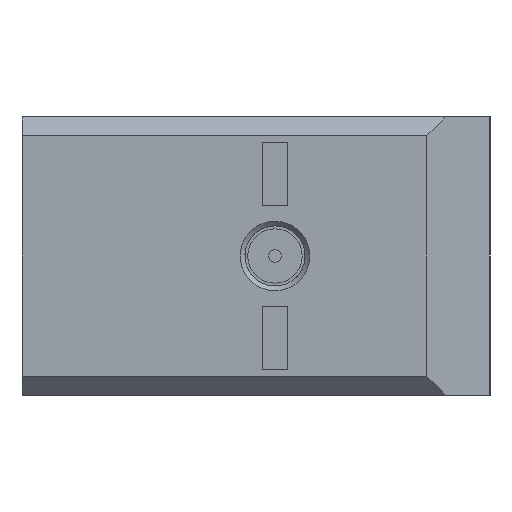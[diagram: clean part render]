
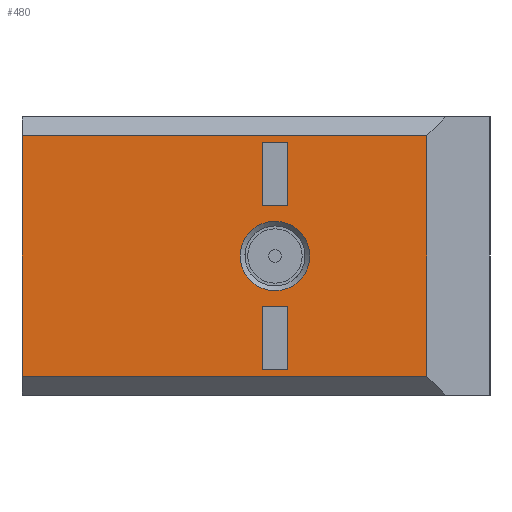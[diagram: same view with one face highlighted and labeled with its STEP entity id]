
A CAD part, left-side view. The second image highlights one B-rep face of the part: STEP entity #480.
In plain terms, the highlighted planar face has unit normal (-1, 0, 0).
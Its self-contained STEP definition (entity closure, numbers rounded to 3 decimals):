
#480=ADVANCED_FACE('',(#4940,#4942,#4944,#4946),#4948,.F.);
#4940=FACE_BOUND('',#4941,.T.);
#4941=EDGE_LOOP('',(#11783,#11784,#11785,#11786));
#4942=FACE_BOUND('',#4943,.T.);
#4943=EDGE_LOOP('',(#11787));
#4944=FACE_BOUND('',#4945,.T.);
#4945=EDGE_LOOP('',(#11788,#11789,#11790,#11791));
#4946=FACE_BOUND('',#4947,.T.);
#4947=EDGE_LOOP('',(#11792,#11793,#11794,#11795));
#4948=PLANE('',#4949);
#4949=AXIS2_PLACEMENT_3D('',#4950,#4951,#4952);
#4950=CARTESIAN_POINT('',(-11.5,-3.701,1.85));
#4951=DIRECTION('',(1.,0.,-0.));
#4952=DIRECTION('',(-0.,0.,-1.));
#11783=ORIENTED_EDGE('',*,*,#13886,.T.);
#11784=ORIENTED_EDGE('',*,*,#14256,.T.);
#11785=ORIENTED_EDGE('',*,*,#14257,.T.);
#11786=ORIENTED_EDGE('',*,*,#14258,.T.);
#11787=ORIENTED_EDGE('',*,*,#13836,.F.);
#11788=ORIENTED_EDGE('',*,*,#14223,.F.);
#11789=ORIENTED_EDGE('',*,*,#14259,.F.);
#11790=ORIENTED_EDGE('',*,*,#14239,.T.);
#11791=ORIENTED_EDGE('',*,*,#14260,.T.);
#11792=ORIENTED_EDGE('',*,*,#14261,.F.);
#11793=ORIENTED_EDGE('',*,*,#14218,.T.);
#11794=ORIENTED_EDGE('',*,*,#14262,.T.);
#11795=ORIENTED_EDGE('',*,*,#14235,.F.);
#13836=EDGE_CURVE('',#15119,#15119,#15120,.T.);
#13886=EDGE_CURVE('',#15212,#15210,#15213,.T.);
#14218=EDGE_CURVE('',#15870,#15872,#15874,.T.);
#14223=EDGE_CURVE('',#15880,#15882,#15883,.T.);
#14235=EDGE_CURVE('',#15900,#15902,#15903,.T.);
#14239=EDGE_CURVE('',#15905,#15907,#15909,.T.);
#14256=EDGE_CURVE('',#15210,#15938,#15939,.T.);
#14257=EDGE_CURVE('',#15938,#15940,#15941,.T.);
#14258=EDGE_CURVE('',#15940,#15212,#15942,.T.);
#14259=EDGE_CURVE('',#15905,#15880,#15943,.T.);
#14260=EDGE_CURVE('',#15907,#15882,#15944,.T.);
#14261=EDGE_CURVE('',#15870,#15900,#15945,.T.);
#14262=EDGE_CURVE('',#15872,#15902,#15946,.T.);
#15119=VERTEX_POINT('',#17490);
#15120=CIRCLE('',#17491,0.55);
#15210=VERTEX_POINT('',#17703);
#15212=VERTEX_POINT('',#17707);
#15213=LINE('',#17708,#17709);
#15870=VERTEX_POINT('',#22287);
#15872=VERTEX_POINT('',#22291);
#15874=LINE('',#22295,#22296);
#15880=VERTEX_POINT('',#22309);
#15882=VERTEX_POINT('',#22313);
#15883=LINE('',#22314,#22315);
#15900=VERTEX_POINT('',#22353);
#15902=VERTEX_POINT('',#22357);
#15903=LINE('',#22358,#22359);
#15905=VERTEX_POINT('',#22364);
#15907=VERTEX_POINT('',#22368);
#15909=LINE('',#22372,#22373);
#15938=VERTEX_POINT('',#22439);
#15939=LINE('',#22440,#22441);
#15940=VERTEX_POINT('',#22443);
#15941=LINE('',#22444,#22445);
#15942=LINE('',#22447,#22448);
#15943=LINE('',#22450,#22451);
#15944=LINE('',#22453,#22454);
#15945=LINE('',#22456,#22457);
#15946=LINE('',#22459,#22460);
#17490=CARTESIAN_POINT('',(-11.5,-0.3,0.6));
#17491=AXIS2_PLACEMENT_3D('',#17492,#17493,#17494);
#17492=CARTESIAN_POINT('',(-11.5,-0.3,0.05));
#17493=DIRECTION('',(-1.,-0.,0.));
#17494=DIRECTION('',(0.,0.,-1.));
#17703=CARTESIAN_POINT('',(-11.5,3.7,-1.85));
#17707=CARTESIAN_POINT('',(-11.5,3.7,1.95));
#17708=CARTESIAN_POINT('',(-11.5,3.7,1.95));
#17709=VECTOR('',#17710,1.);
#17710=DIRECTION('',(0.,0.,-1.));
#22287=CARTESIAN_POINT('',(-11.5,-0.5,-1.75));
#22291=CARTESIAN_POINT('',(-11.5,-0.1,-1.75));
#22295=CARTESIAN_POINT('',(-11.5,-0.5,-1.75));
#22296=VECTOR('',#22297,1.);
#22297=DIRECTION('',(0.,1.,0.));
#22309=CARTESIAN_POINT('',(-11.5,-0.5,1.85));
#22313=CARTESIAN_POINT('',(-11.5,-0.1,1.85));
#22314=CARTESIAN_POINT('',(-11.5,-0.5,1.85));
#22315=VECTOR('',#22316,1.);
#22316=DIRECTION('',(0.,1.,0.));
#22353=CARTESIAN_POINT('',(-11.5,-0.5,-0.75));
#22357=CARTESIAN_POINT('',(-11.5,-0.1,-0.75));
#22358=CARTESIAN_POINT('',(-11.5,-0.5,-0.75));
#22359=VECTOR('',#22360,1.);
#22360=DIRECTION('',(0.,1.,0.));
#22364=CARTESIAN_POINT('',(-11.5,-0.5,0.85));
#22368=CARTESIAN_POINT('',(-11.5,-0.1,0.85));
#22372=CARTESIAN_POINT('',(-11.5,-0.5,0.85));
#22373=VECTOR('',#22374,1.);
#22374=DIRECTION('',(0.,1.,0.));
#22439=CARTESIAN_POINT('',(-11.5,-2.7,-1.85));
#22440=CARTESIAN_POINT('',(-11.5,3.7,-1.85));
#22441=VECTOR('',#22442,1.);
#22442=DIRECTION('',(0.,-1.,0.));
#22443=CARTESIAN_POINT('',(-11.5,-2.7,1.95));
#22444=CARTESIAN_POINT('',(-11.5,-2.7,-1.85));
#22445=VECTOR('',#22446,1.);
#22446=DIRECTION('',(0.,0.,1.));
#22447=CARTESIAN_POINT('',(-11.5,-2.7,1.95));
#22448=VECTOR('',#22449,1.);
#22449=DIRECTION('',(0.,1.,0.));
#22450=CARTESIAN_POINT('',(-11.5,-0.5,0.85));
#22451=VECTOR('',#22452,1.);
#22452=DIRECTION('',(0.,0.,1.));
#22453=CARTESIAN_POINT('',(-11.5,-0.1,0.85));
#22454=VECTOR('',#22455,1.);
#22455=DIRECTION('',(0.,0.,1.));
#22456=CARTESIAN_POINT('',(-11.5,-0.5,-1.75));
#22457=VECTOR('',#22458,1.);
#22458=DIRECTION('',(0.,0.,1.));
#22459=CARTESIAN_POINT('',(-11.5,-0.1,-1.75));
#22460=VECTOR('',#22461,1.);
#22461=DIRECTION('',(0.,0.,1.));
